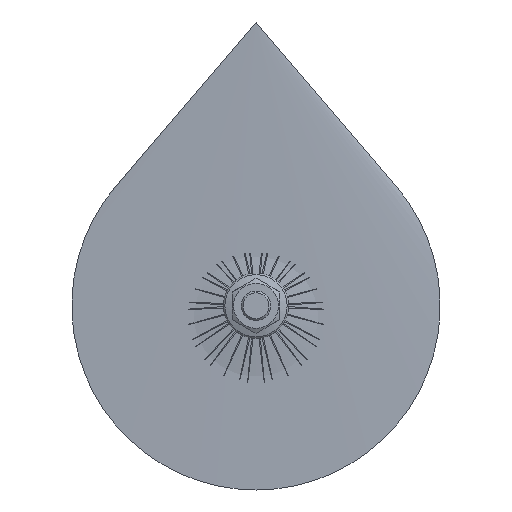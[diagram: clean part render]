
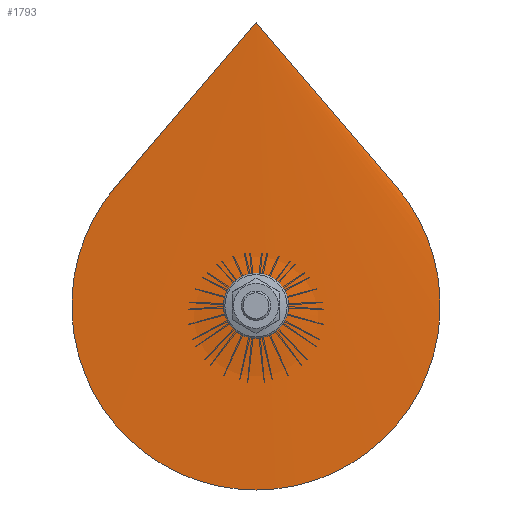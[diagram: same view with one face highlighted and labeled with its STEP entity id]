
A CAD part, left-side view. The second image highlights one B-rep face of the part: STEP entity #1793.
In plain terms, the highlighted toroidal (fillet/blend) face has major radius 38.538 mm and minor radius 249.027 mm.
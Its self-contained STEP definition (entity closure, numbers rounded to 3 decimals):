
#123 = CARTESIAN_POINT ( 'NONE',  ( 56.316, 0., 4.937 ) ) ;
#213 = CIRCLE ( 'NONE', #488, 4.137 ) ;
#229 = CARTESIAN_POINT ( 'NONE',  ( -189.027, 0., 0.8 ) ) ;
#256 = ORIENTED_EDGE ( 'NONE', *, *, #2029, .F. ) ;
#471 = CARTESIAN_POINT ( 'NONE',  ( 56.316, 0., 0.8 ) ) ;
#488 = AXIS2_PLACEMENT_3D ( 'NONE', #471, #1746, #639 ) ;
#639 = DIRECTION ( 'NONE',  ( 0., 0., 1. ) ) ;
#909 = TOROIDAL_SURFACE ( 'NONE', #1538, -38.538, 249.027 ) ;
#939 = DIRECTION ( 'NONE',  ( -1., 0., 0. ) ) ;
#997 = FACE_OUTER_BOUND ( 'NONE', #1296, .T. ) ;
#1296 = EDGE_LOOP ( 'NONE', ( #256 ) ) ;
#1501 = DIRECTION ( 'NONE',  ( 0., 0., 1. ) ) ;
#1538 = AXIS2_PLACEMENT_3D ( 'NONE', #229, #939, #1501 ) ;
#1746 = DIRECTION ( 'NONE',  ( -1., 0., 0. ) ) ;
#1793 = ADVANCED_FACE ( 'NONE', ( #997 ), #909, .T. ) ;
#2029 = EDGE_CURVE ( 'NONE', #2067, #2067, #213, .T. ) ;
#2067 = VERTEX_POINT ( 'NONE', #123 ) ;
